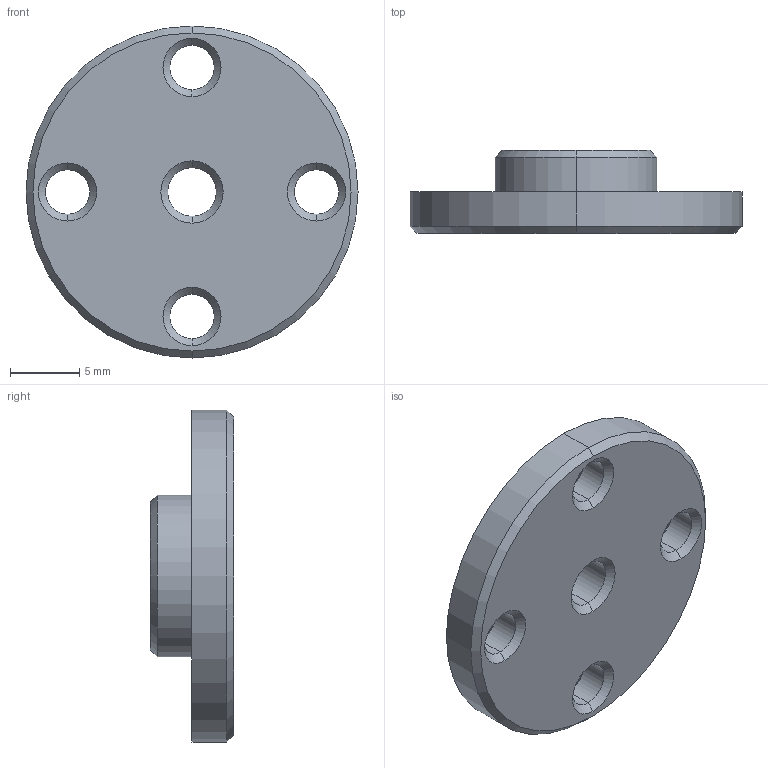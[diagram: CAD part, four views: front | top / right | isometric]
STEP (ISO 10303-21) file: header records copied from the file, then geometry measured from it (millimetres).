
FILE_DESCRIPTION (( 'STEP AP203' ), '1' );
FILE_NAME ('servo-horn-printed.step', '2015-02-17T13:13:07', ( 'Cesar' ), ( '' ), 'SwSTEP 2.0', 'SolidWorks 2013', '' );
FILE_SCHEMA (( 'CONFIG_CONTROL_DESIGN' ));
Length unit declared in the file: millimetre
Products named in the file (1): servo-horn-printed
Bounding box: 24 x 6 x 24 mm (x, y, z)
Volume: 1449 mm3; surface area: 1302.7 mm2
Topology: 1 solids, 1 shells, 44 faces, 96 edges, 56 vertices
Faces by surface type: cone 24, cylinder 16, plane 4
Entity records: 1301 total; most frequent: DIRECTION 242, CARTESIAN_POINT 197, ORIENTED_EDGE 192, AXIS2_PLACEMENT_3D 101, EDGE_CURVE 96, EDGE_LOOP 56, CIRCLE 56, VERTEX_POINT 56
